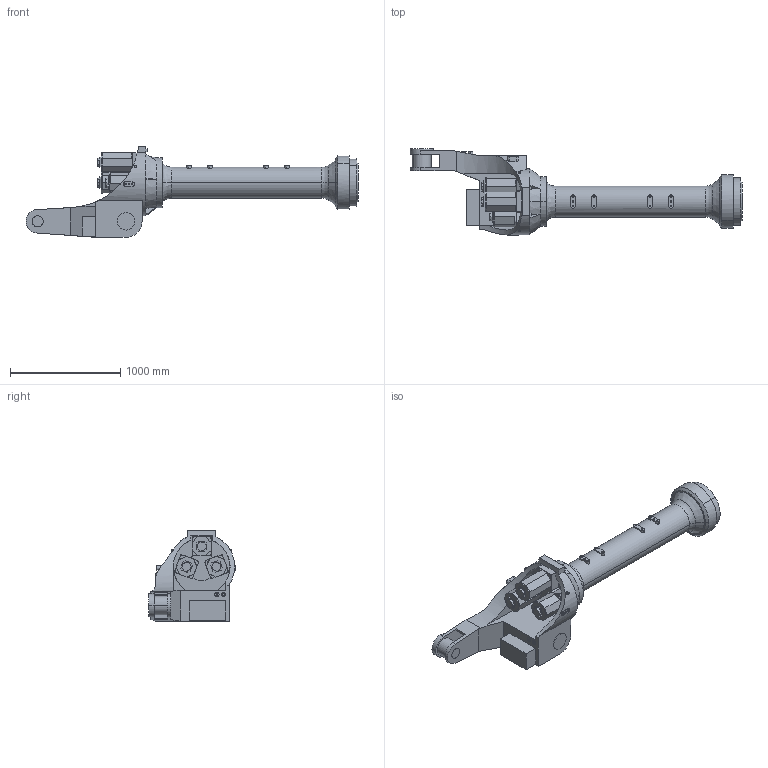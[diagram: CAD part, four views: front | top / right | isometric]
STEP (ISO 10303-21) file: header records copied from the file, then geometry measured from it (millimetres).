
FILE_DESCRIPTION (( 'STEP AP203' ), '1' );
FILE_NAME ('T403_Predeterminado_sldprt.STEP', '2021-03-03T16:29:23', ( '' ), ( '' ), 'SwSTEP 2.0', 'SolidWorks 2020', '' );
FILE_SCHEMA (( 'CONFIG_CONTROL_DESIGN' ));
Length unit declared in the file: millimetre
Products named in the file (1): T403_Predeterminado_sldprt
Bounding box: 3005.5 x 784 x 821 mm (x, y, z)
Volume: 321688927.5 mm3; surface area: 5682605.4 mm2
Topology: 1 solids, 1 shells, 393 faces, 993 edges, 650 vertices
Faces by surface type: plane 244, cylinder 118, cone 27, bspline 2, torus 2
Entity records: 13394 total; most frequent: CARTESIAN_POINT 3773, ORIENTED_EDGE 1978, DIRECTION 1949, EDGE_CURVE 989, VECTOR 689, LINE 689, VERTEX_POINT 650, AXIS2_PLACEMENT_3D 630
